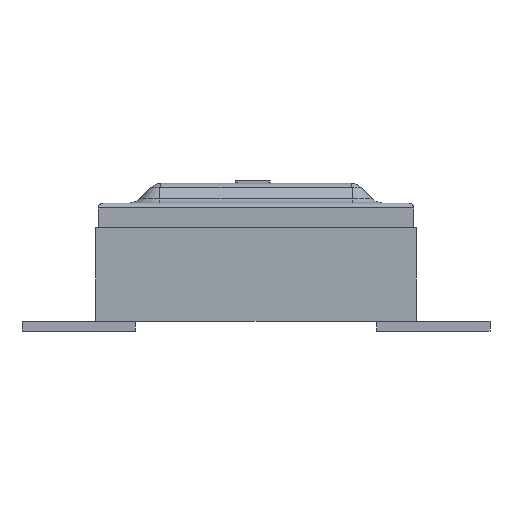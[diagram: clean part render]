
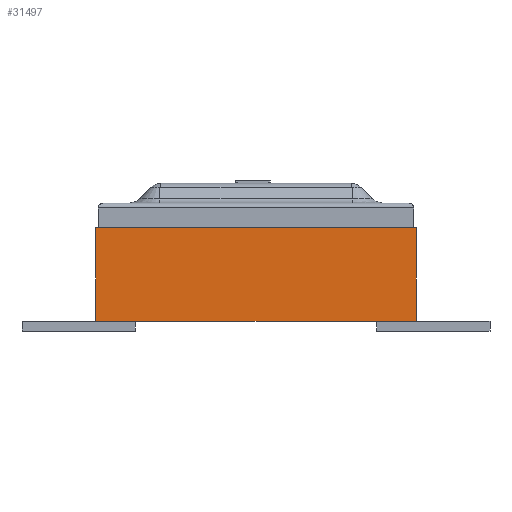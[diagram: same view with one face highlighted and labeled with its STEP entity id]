
A CAD part, left-side view. The second image highlights one B-rep face of the part: STEP entity #31497.
In plain terms, the highlighted planar face has unit normal (-1, 0, 0).
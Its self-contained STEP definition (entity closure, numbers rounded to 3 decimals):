
#747 = EDGE_CURVE ( 'NONE', #26224, #31324, #6635, .T. ) ;
#825 = VERTEX_POINT ( 'NONE', #22402 ) ;
#1388 = EDGE_CURVE ( 'NONE', #825, #5748, #30583, .T. ) ;
#1639 = ORIENTED_EDGE ( 'NONE', *, *, #17908, .T. ) ;
#2061 = ORIENTED_EDGE ( 'NONE', *, *, #1388, .T. ) ;
#2196 = DIRECTION ( 'NONE',  ( 0., 1., 0. ) ) ;
#4261 = DIRECTION ( 'NONE',  ( 0., 0., 1. ) ) ;
#4722 = DIRECTION ( 'NONE',  ( -1., 0., 0. ) ) ;
#5748 = VERTEX_POINT ( 'NONE', #11028 ) ;
#6635 = LINE ( 'NONE', #32864, #20109 ) ;
#11020 = VECTOR ( 'NONE', #16861, 1000. ) ;
#11028 = CARTESIAN_POINT ( 'NONE',  ( -3.25, 3.25, 1.9 ) ) ;
#12142 = CARTESIAN_POINT ( 'NONE',  ( -3.25, -3.25, 0. ) ) ;
#12688 = LINE ( 'NONE', #12142, #26251 ) ;
#13039 = CARTESIAN_POINT ( 'NONE',  ( -3.25, 3.25, 1.9 ) ) ;
#13400 = CARTESIAN_POINT ( 'NONE',  ( -3.25, 3.25, 0. ) ) ;
#14125 = CARTESIAN_POINT ( 'NONE',  ( -3.25, 3.25, 0. ) ) ;
#15527 = AXIS2_PLACEMENT_3D ( 'NONE', #20860, #4722, #23579 ) ;
#16273 = DIRECTION ( 'NONE',  ( 0., -1., 0. ) ) ;
#16861 = DIRECTION ( 'NONE',  ( 0., 0., -1. ) ) ;
#17908 = EDGE_CURVE ( 'NONE', #5748, #26224, #32617, .T. ) ;
#18102 = FACE_OUTER_BOUND ( 'NONE', #21679, .T. ) ;
#20109 = VECTOR ( 'NONE', #16273, 1000. ) ;
#20860 = CARTESIAN_POINT ( 'NONE',  ( -3.25, 3.25, 0. ) ) ;
#21573 = ORIENTED_EDGE ( 'NONE', *, *, #30871, .T. ) ;
#21679 = EDGE_LOOP ( 'NONE', ( #2061, #1639, #26634, #21573 ) ) ;
#22402 = CARTESIAN_POINT ( 'NONE',  ( -3.25, -3.25, 1.9 ) ) ;
#23579 = DIRECTION ( 'NONE',  ( 0., 0., 1. ) ) ;
#25847 = CARTESIAN_POINT ( 'NONE',  ( -3.25, -3.25, 0. ) ) ;
#26097 = PLANE ( 'NONE',  #15527 ) ;
#26224 = VERTEX_POINT ( 'NONE', #13400 ) ;
#26251 = VECTOR ( 'NONE', #4261, 1000. ) ;
#26634 = ORIENTED_EDGE ( 'NONE', *, *, #747, .T. ) ;
#29735 = VECTOR ( 'NONE', #2196, 1000. ) ;
#30583 = LINE ( 'NONE', #13039, #29735 ) ;
#30871 = EDGE_CURVE ( 'NONE', #31324, #825, #12688, .T. ) ;
#31324 = VERTEX_POINT ( 'NONE', #25847 ) ;
#31497 = ADVANCED_FACE ( 'NONE', ( #18102 ), #26097, .T. ) ;
#32617 = LINE ( 'NONE', #14125, #11020 ) ;
#32864 = CARTESIAN_POINT ( 'NONE',  ( -3.25, 0., 0. ) ) ;
